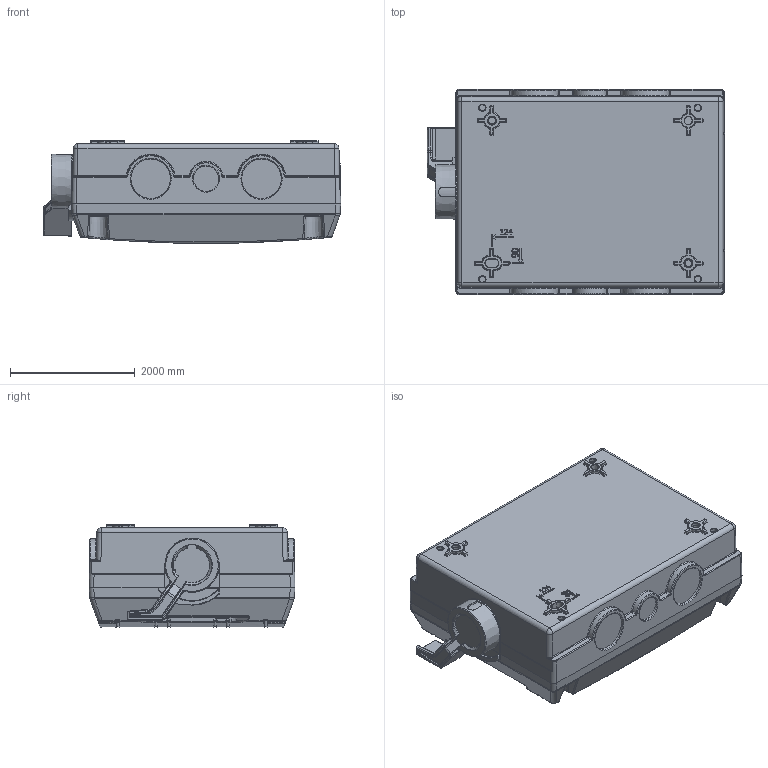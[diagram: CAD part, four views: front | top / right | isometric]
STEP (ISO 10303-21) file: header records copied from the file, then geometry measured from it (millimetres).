
FILE_DESCRIPTION((''),'2;1');
FILE_NAME('BW625TPN_IGS','2018-08-06T',('FIJALEI3'),(''),'CREO PARAMETRIC BY PTC INC, 2016380','CREO PARAMETRIC BY PTC INC, 2016380','');
FILE_SCHEMA(('AUTOMOTIVE_DESIGN { 1 0 10303 214 1 1 1 1 }'));
Products named in the file (1): BW625TPN_IGS
Bounding box: 4770.12 x 3302 x 1648.1 mm (x, y, z)
Volume: 21101418129.8 mm3; surface area: 53973200.5 mm2
Topology: 1 solids, 2 shells, 1707 faces, 4799 edges, 2998 vertices
Faces by surface type: cylinder 490, bspline 481, plane 306, torus 144, cone 118, sphere 112, extrusion 56
Entity records: 111019 total; most frequent: CARTESIAN_POINT 58737, ORIENTED_EDGE 9306, DIRECTION 7091, EDGE_CURVE 4653, VERTEX_POINT 2998, AXIS2_PLACEMENT_3D 2881, PRESENTATION_STYLE_ASSIGNMENT 1759, STYLED_ITEM 1759
